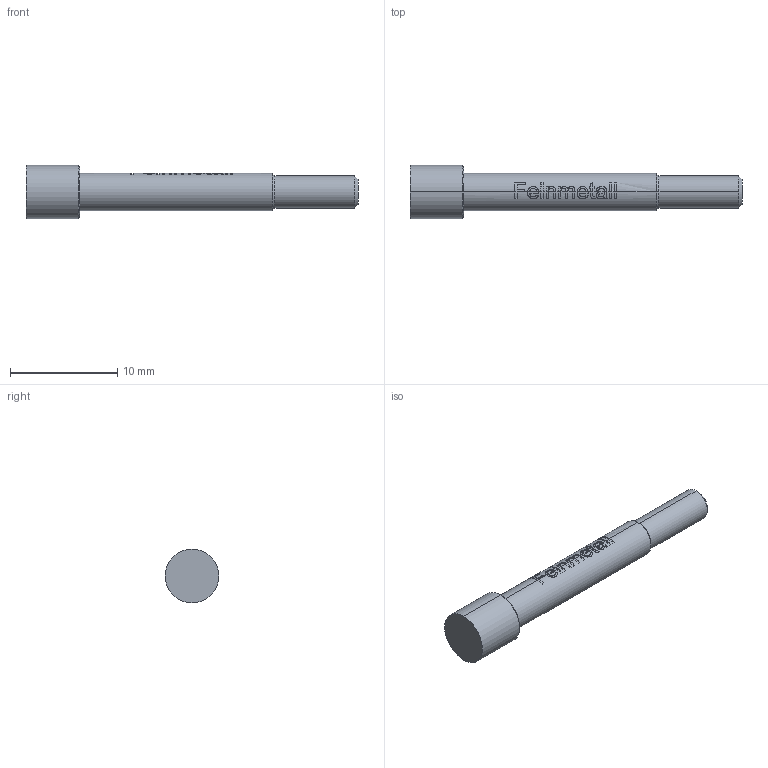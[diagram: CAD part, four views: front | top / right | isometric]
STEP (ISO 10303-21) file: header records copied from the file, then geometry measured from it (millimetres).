
FILE_DESCRIPTION (( 'STEP AP203' ), '1' );
FILE_NAME ('MOD-I-P1S3.step', '2015-07-09T11:54:41', ( 'firstrun' ), ( 'Hewlett-Packard Company' ), 'SwSTEP 2.0', 'SolidWorks 2012', '' );
FILE_SCHEMA (( 'CONFIG_CONTROL_DESIGN' ));
Length unit declared in the file: millimetre
Products named in the file (1): MOD-I-P1S3
Bounding box: 31 x 5 x 5 mm (x, y, z)
Volume: 327.3 mm3; surface area: 390.1 mm2
Topology: 1 solids, 1 shells, 168 faces, 475 edges, 314 vertices
Faces by surface type: plane 64, bspline 62, cylinder 36, cone 4, torus 2
Entity records: 10059 total; most frequent: CARTESIAN_POINT 6117, ORIENTED_EDGE 950, DIRECTION 596, EDGE_CURVE 475, VERTEX_POINT 314, AXIS2_PLACEMENT_3D 227, B_SPLINE_CURVE_WITH_KNOTS 213, EDGE_LOOP 173
